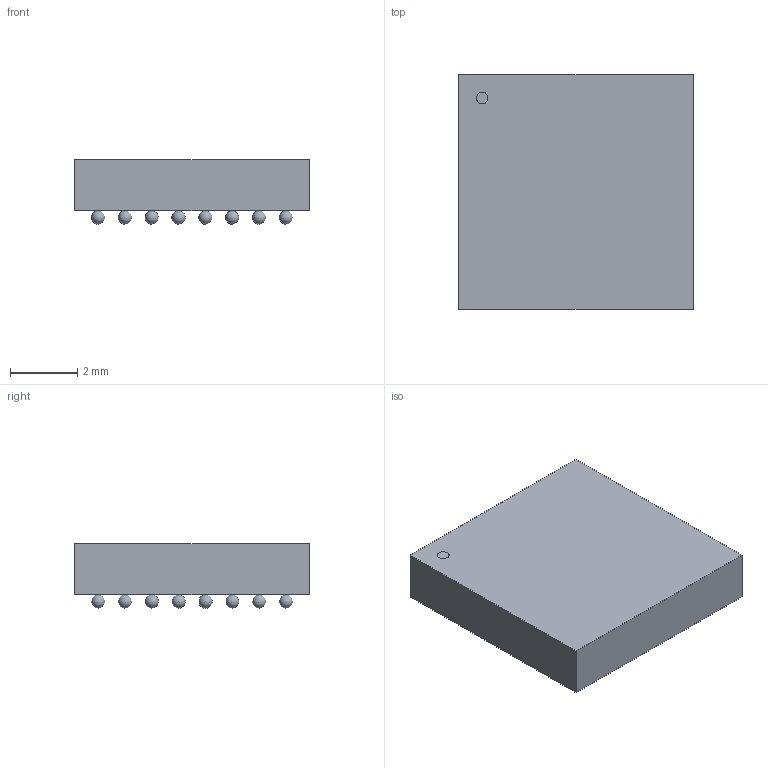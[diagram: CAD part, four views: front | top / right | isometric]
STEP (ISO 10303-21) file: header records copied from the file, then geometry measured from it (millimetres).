
FILE_DESCRIPTION(('STEP AP214'),'1');
FILE_NAME('BC_64_8_ADI','2022-11-05T15:11:05',(''),(''),'','','');
FILE_SCHEMA(('AUTOMOTIVE_DESIGN'));
Length unit declared in the file: millimetre
Products named in the file (1): product
Bounding box: 7 x 7 x 1.92 mm (x, y, z)
Volume: 76.7 mm3; surface area: 173 mm2
Topology: 66 solids, 66 shells, 73 faces, 207 edges, 138 vertices
Faces by surface type: sphere 64, plane 8, cylinder 1
Full cylindrical faces by diameter (mm): 0.35 x1
Entity records: 832 total; most frequent: DIRECTION 166, CARTESIAN_POINT 87, AXIS2_PLACEMENT_3D 77, STYLED_ITEM 73, ADVANCED_FACE 73, MANIFOLD_SOLID_BREP 66, CLOSED_SHELL 66, SPHERICAL_SURFACE 64
